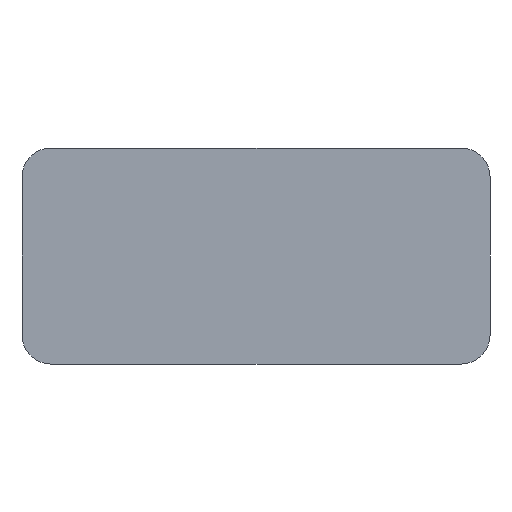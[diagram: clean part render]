
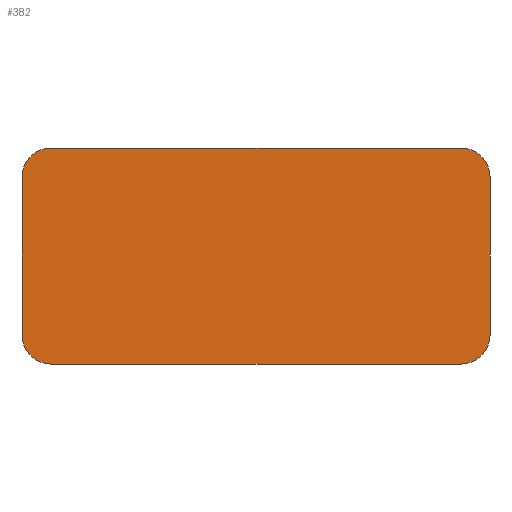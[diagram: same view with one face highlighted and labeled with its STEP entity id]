
A CAD part, front view. The second image highlights one B-rep face of the part: STEP entity #382.
In plain terms, the highlighted planar face has unit normal (0, -1, 0).
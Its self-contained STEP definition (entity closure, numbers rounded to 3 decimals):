
#13 = ORIENTED_EDGE ( 'NONE', *, *, #95, .F. ) ;
#16 = VECTOR ( 'NONE', #127, 1000. ) ;
#26 = DIRECTION ( 'NONE',  ( 0., 0., 1. ) ) ;
#27 = ORIENTED_EDGE ( 'NONE', *, *, #103, .T. ) ;
#48 = CIRCLE ( 'NONE', #94, 0.4 ) ;
#52 = DIRECTION ( 'NONE',  ( 0., -1., 0. ) ) ;
#54 = CARTESIAN_POINT ( 'NONE',  ( -1.3, -1., 2.25 ) ) ;
#83 = CARTESIAN_POINT ( 'NONE',  ( 4.8, -1., 2.25 ) ) ;
#94 = AXIS2_PLACEMENT_3D ( 'NONE', #542, #259, #222 ) ;
#95 = EDGE_CURVE ( 'NONE', #132, #587, #339, .T. ) ;
#100 = VECTOR ( 'NONE', #156, 1000. ) ;
#102 = DIRECTION ( 'NONE',  ( -1., 0., 0. ) ) ;
#103 = EDGE_CURVE ( 'NONE', #326, #587, #205, .T. ) ;
#112 = AXIS2_PLACEMENT_3D ( 'NONE', #160, #254, #261 ) ;
#117 = EDGE_CURVE ( 'NONE', #139, #445, #454, .T. ) ;
#127 = DIRECTION ( 'NONE',  ( 0., 0., 1. ) ) ;
#131 = DIRECTION ( 'NONE',  ( 0., 0., -1. ) ) ;
#132 = VERTEX_POINT ( 'NONE', #209 ) ;
#139 = VERTEX_POINT ( 'NONE', #575 ) ;
#150 = DIRECTION ( 'NONE',  ( 0., 0., 1. ) ) ;
#152 = LINE ( 'NONE', #287, #348 ) ;
#156 = DIRECTION ( 'NONE',  ( 1., 0., 0. ) ) ;
#158 = FACE_OUTER_BOUND ( 'NONE', #312, .T. ) ;
#160 = CARTESIAN_POINT ( 'NONE',  ( 4.8, -1., -0.35 ) ) ;
#189 = CARTESIAN_POINT ( 'NONE',  ( -0.9, -1., -0.75 ) ) ;
#192 = DIRECTION ( 'NONE',  ( 0., -1., 0. ) ) ;
#205 = CIRCLE ( 'NONE', #370, 0.4 ) ;
#209 = CARTESIAN_POINT ( 'NONE',  ( -0.9, -1., 2.25 ) ) ;
#214 = ORIENTED_EDGE ( 'NONE', *, *, #283, .T. ) ;
#222 = DIRECTION ( 'NONE',  ( 0., 0., 1. ) ) ;
#233 = VERTEX_POINT ( 'NONE', #260 ) ;
#241 = AXIS2_PLACEMENT_3D ( 'NONE', #481, #192, #150 ) ;
#242 = ORIENTED_EDGE ( 'NONE', *, *, #354, .T. ) ;
#243 = VECTOR ( 'NONE', #131, 1000. ) ;
#251 = CARTESIAN_POINT ( 'NONE',  ( 4.8, -1., 1.85 ) ) ;
#254 = DIRECTION ( 'NONE',  ( 0., -1., 0. ) ) ;
#258 = EDGE_CURVE ( 'NONE', #139, #604, #152, .T. ) ;
#259 = DIRECTION ( 'NONE',  ( 0., -1., 0. ) ) ;
#260 = CARTESIAN_POINT ( 'NONE',  ( -1.3, -1., -0.35 ) ) ;
#261 = DIRECTION ( 'NONE',  ( 0., 0., 1. ) ) ;
#274 = LINE ( 'NONE', #323, #16 ) ;
#283 = EDGE_CURVE ( 'NONE', #132, #555, #290, .T. ) ;
#287 = CARTESIAN_POINT ( 'NONE',  ( -1.3, -1., -0.75 ) ) ;
#290 = CIRCLE ( 'NONE', #241, 0.4 ) ;
#292 = CARTESIAN_POINT ( 'NONE',  ( 5.2, -1., 1.85 ) ) ;
#302 = PLANE ( 'NONE',  #524 ) ;
#312 = EDGE_LOOP ( 'NONE', ( #375, #568, #509, #27, #13, #214, #372, #242 ) ) ;
#323 = CARTESIAN_POINT ( 'NONE',  ( -1.3, -1., -0.75 ) ) ;
#326 = VERTEX_POINT ( 'NONE', #292 ) ;
#339 = LINE ( 'NONE', #54, #100 ) ;
#348 = VECTOR ( 'NONE', #102, 1000. ) ;
#354 = EDGE_CURVE ( 'NONE', #233, #604, #48, .T. ) ;
#361 = CARTESIAN_POINT ( 'NONE',  ( 5.2, -1., -0.75 ) ) ;
#370 = AXIS2_PLACEMENT_3D ( 'NONE', #251, #52, #570 ) ;
#372 = ORIENTED_EDGE ( 'NONE', *, *, #537, .F. ) ;
#375 = ORIENTED_EDGE ( 'NONE', *, *, #258, .F. ) ;
#382 = ADVANCED_FACE ( 'NONE', ( #158 ), #302, .F. ) ;
#399 = DIRECTION ( 'NONE',  ( 0., 1., 0. ) ) ;
#445 = VERTEX_POINT ( 'NONE', #486 ) ;
#454 = CIRCLE ( 'NONE', #112, 0.4 ) ;
#481 = CARTESIAN_POINT ( 'NONE',  ( -0.9, -1., 1.85 ) ) ;
#486 = CARTESIAN_POINT ( 'NONE',  ( 5.2, -1., -0.35 ) ) ;
#509 = ORIENTED_EDGE ( 'NONE', *, *, #521, .F. ) ;
#521 = EDGE_CURVE ( 'NONE', #326, #445, #603, .T. ) ;
#524 = AXIS2_PLACEMENT_3D ( 'NONE', #539, #399, #26 ) ;
#537 = EDGE_CURVE ( 'NONE', #233, #555, #274, .T. ) ;
#539 = CARTESIAN_POINT ( 'NONE',  ( 0., -1., 0. ) ) ;
#542 = CARTESIAN_POINT ( 'NONE',  ( -0.9, -1., -0.35 ) ) ;
#555 = VERTEX_POINT ( 'NONE', #607 ) ;
#568 = ORIENTED_EDGE ( 'NONE', *, *, #117, .T. ) ;
#570 = DIRECTION ( 'NONE',  ( 0., 0., 1. ) ) ;
#575 = CARTESIAN_POINT ( 'NONE',  ( 4.8, -1., -0.75 ) ) ;
#587 = VERTEX_POINT ( 'NONE', #83 ) ;
#603 = LINE ( 'NONE', #361, #243 ) ;
#604 = VERTEX_POINT ( 'NONE', #189 ) ;
#607 = CARTESIAN_POINT ( 'NONE',  ( -1.3, -1., 1.85 ) ) ;
